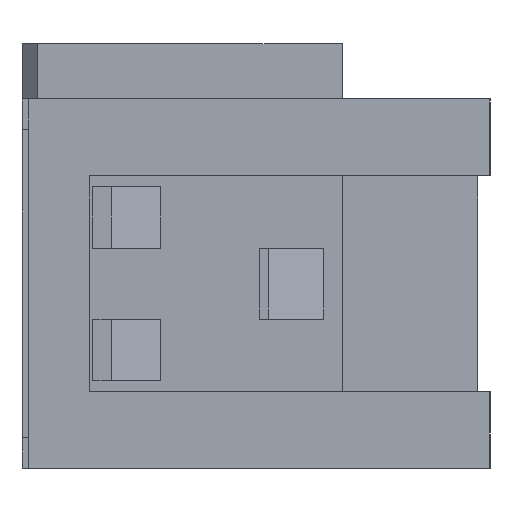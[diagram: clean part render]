
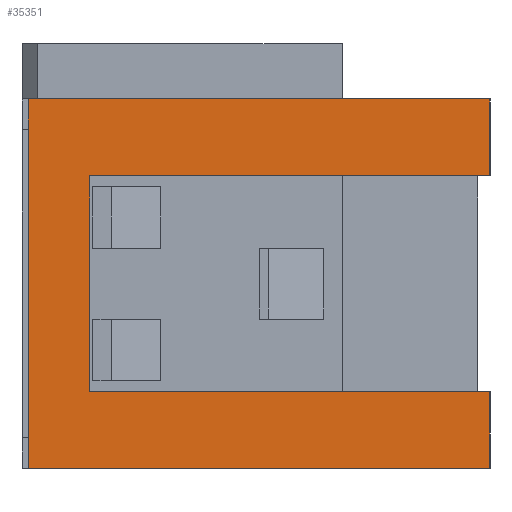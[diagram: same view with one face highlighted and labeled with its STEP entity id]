
A CAD part, left-side view. The second image highlights one B-rep face of the part: STEP entity #35351.
In plain terms, the highlighted planar face has unit normal (-1, 0, 0).
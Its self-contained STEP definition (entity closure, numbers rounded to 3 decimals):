
#35072=CARTESIAN_POINT('',(-15.065,3.05,-3.));
#35073=VERTEX_POINT('',#35072);
#35080=CARTESIAN_POINT('',(-15.065,3.05,3.));
#35081=VERTEX_POINT('',#35080);
#35082=CARTESIAN_POINT('',(-15.065,3.05,-3.));
#35083=DIRECTION('',(0.,0.,1.));
#35084=VECTOR('',#35083,6.);
#35085=LINE('',#35082,#35084);
#35086=EDGE_CURVE('',#35073,#35081,#35085,.T.);
#35272=CARTESIAN_POINT('',(-15.065,2.05,1.75));
#35273=VERTEX_POINT('',#35272);
#35280=CARTESIAN_POINT('',(-15.065,2.05,-1.75));
#35281=VERTEX_POINT('',#35280);
#35282=CARTESIAN_POINT('',(-15.065,2.05,1.75));
#35283=DIRECTION('',(0.,0.,-1.));
#35284=VECTOR('',#35283,3.5);
#35285=LINE('',#35282,#35284);
#35286=EDGE_CURVE('',#35273,#35281,#35285,.T.);
#35298=CARTESIAN_POINT('',(-15.065,-4.45,3.));
#35299=DIRECTION('',(0.,1.,0.));
#35300=DIRECTION('',(-1.,0.,0.));
#35301=AXIS2_PLACEMENT_3D('',#35298,#35300,#35299);
#35302=PLANE('',#35301);
#35303=ORIENTED_EDGE('',*,*,#35086,.F.);
#35304=CARTESIAN_POINT('',(-15.065,-4.45,-3.));
#35305=VERTEX_POINT('',#35304);
#35306=CARTESIAN_POINT('',(-15.065,3.05,-3.));
#35307=DIRECTION('',(0.,-1.,0.));
#35308=VECTOR('',#35307,7.5);
#35309=LINE('',#35306,#35308);
#35310=EDGE_CURVE('',#35073,#35305,#35309,.T.);
#35311=ORIENTED_EDGE('',*,*,#35310,.T.);
#35312=CARTESIAN_POINT('',(-15.065,-4.45,-1.75));
#35313=VERTEX_POINT('',#35312);
#35314=CARTESIAN_POINT('',(-15.065,-4.45,-3.));
#35315=DIRECTION('',(0.,0.,1.));
#35316=VECTOR('',#35315,1.25);
#35317=LINE('',#35314,#35316);
#35318=EDGE_CURVE('',#35305,#35313,#35317,.T.);
#35319=ORIENTED_EDGE('',*,*,#35318,.T.);
#35320=CARTESIAN_POINT('',(-15.065,-4.45,-1.75));
#35321=DIRECTION('',(0.,1.,0.));
#35322=VECTOR('',#35321,6.5);
#35323=LINE('',#35320,#35322);
#35324=EDGE_CURVE('',#35313,#35281,#35323,.T.);
#35325=ORIENTED_EDGE('',*,*,#35324,.T.);
#35326=ORIENTED_EDGE('',*,*,#35286,.F.);
#35327=CARTESIAN_POINT('',(-15.065,-4.45,1.75));
#35328=VERTEX_POINT('',#35327);
#35329=CARTESIAN_POINT('',(-15.065,2.05,1.75));
#35330=DIRECTION('',(0.,-1.,0.));
#35331=VECTOR('',#35330,6.5);
#35332=LINE('',#35329,#35331);
#35333=EDGE_CURVE('',#35273,#35328,#35332,.T.);
#35334=ORIENTED_EDGE('',*,*,#35333,.T.);
#35335=CARTESIAN_POINT('',(-15.065,-4.45,3.));
#35336=VERTEX_POINT('',#35335);
#35337=CARTESIAN_POINT('',(-15.065,-4.45,1.75));
#35338=DIRECTION('',(0.,0.,1.));
#35339=VECTOR('',#35338,1.25);
#35340=LINE('',#35337,#35339);
#35341=EDGE_CURVE('',#35328,#35336,#35340,.T.);
#35342=ORIENTED_EDGE('',*,*,#35341,.T.);
#35343=CARTESIAN_POINT('',(-15.065,-4.45,3.));
#35344=DIRECTION('',(0.,1.,0.));
#35345=VECTOR('',#35344,7.5);
#35346=LINE('',#35343,#35345);
#35347=EDGE_CURVE('',#35336,#35081,#35346,.T.);
#35348=ORIENTED_EDGE('',*,*,#35347,.T.);
#35349=EDGE_LOOP('',(#35303,#35311,#35319,#35325,#35326,#35334,#35342,#35348));
#35350=FACE_OUTER_BOUND('',#35349,.T.);
#35351=ADVANCED_FACE('',(#35350),#35302,.T.);
